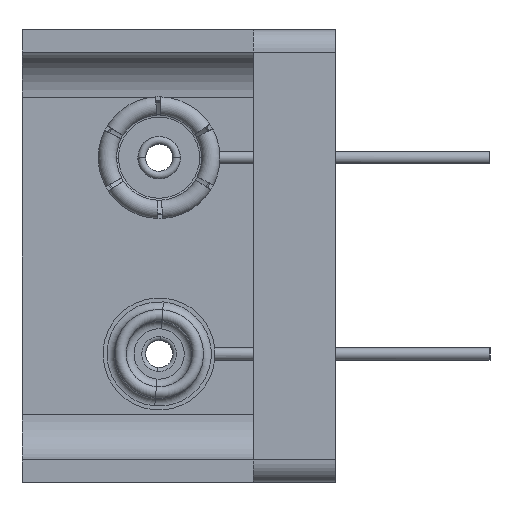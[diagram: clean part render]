
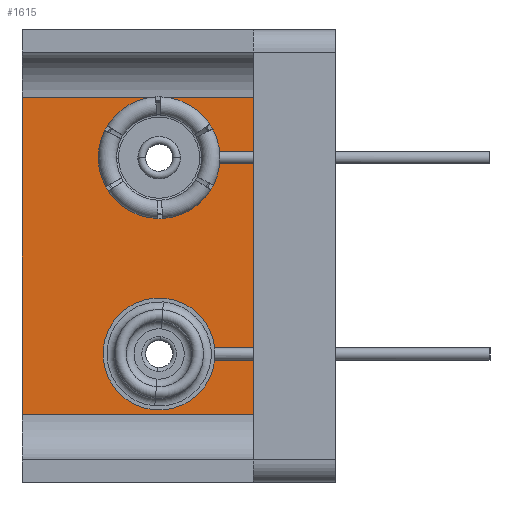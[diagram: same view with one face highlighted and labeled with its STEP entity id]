
A CAD part, left-side view. The second image highlights one B-rep face of the part: STEP entity #1615.
In plain terms, the highlighted planar face has unit normal (-1, 0, 0).
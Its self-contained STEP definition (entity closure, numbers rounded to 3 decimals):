
#19 = EDGE_CURVE ( 'NONE', #3112, #2345, #4467, .T. ) ;
#56 = VECTOR ( 'NONE', #137, 1000. ) ;
#106 = DIRECTION ( 'NONE',  ( 0., -1., 0. ) ) ;
#112 = EDGE_CURVE ( 'NONE', #4098, #3120, #1659, .T. ) ;
#130 = DIRECTION ( 'NONE',  ( 0., 1., 0. ) ) ;
#137 = DIRECTION ( 'NONE',  ( 0., -1., 0. ) ) ;
#190 = ORIENTED_EDGE ( 'NONE', *, *, #19, .F. ) ;
#204 = EDGE_CURVE ( 'NONE', #691, #3317, #602, .T. ) ;
#240 = FACE_BOUND ( 'NONE', #1504, .T. ) ;
#294 = LINE ( 'NONE', #1795, #3390 ) ;
#339 = CARTESIAN_POINT ( 'NONE',  ( 52.78, 2.59, -4.5 ) ) ;
#362 = VECTOR ( 'NONE', #6109, 1000. ) ;
#381 = VERTEX_POINT ( 'NONE', #891 ) ;
#455 = CARTESIAN_POINT ( 'NONE',  ( 52.78, 11.59, -8.445 ) ) ;
#477 = CIRCLE ( 'NONE', #6061, 1.27 ) ;
#493 = EDGE_CURVE ( 'NONE', #3120, #5016, #3389, .T. ) ;
#551 = EDGE_CURVE ( 'NONE', #3517, #937, #933, .T. ) ;
#581 = CARTESIAN_POINT ( 'NONE',  ( 52.78, 5., -5.455 ) ) ;
#602 = LINE ( 'NONE', #4417, #56 ) ;
#646 = EDGE_LOOP ( 'NONE', ( #4526, #4987 ) ) ;
#658 = VECTOR ( 'NONE', #1835, 1000. ) ;
#691 = VERTEX_POINT ( 'NONE', #5927 ) ;
#771 = DIRECTION ( 'NONE',  ( 0., 0., 1. ) ) ;
#849 = LINE ( 'NONE', #3293, #4006 ) ;
#863 = EDGE_CURVE ( 'NONE', #5922, #2429, #849, .T. ) ;
#891 = CARTESIAN_POINT ( 'NONE',  ( 52.78, 2.59, -25.31 ) ) ;
#901 = LINE ( 'NONE', #5232, #3111 ) ;
#933 = CIRCLE ( 'NONE', #1722, 1.27 ) ;
#937 = VERTEX_POINT ( 'NONE', #5158 ) ;
#974 = EDGE_CURVE ( 'NONE', #2429, #3317, #901, .T. ) ;
#1053 = CARTESIAN_POINT ( 'NONE',  ( 52.78, 11.59, -20.075 ) ) ;
#1118 = CARTESIAN_POINT ( 'NONE',  ( 52.78, 20.6, -11.455 ) ) ;
#1181 = ORIENTED_EDGE ( 'NONE', *, *, #2821, .T. ) ;
#1206 = AXIS2_PLACEMENT_3D ( 'NONE', #3586, #3986, #5881 ) ;
#1504 = EDGE_LOOP ( 'NONE', ( #2407, #190 ) ) ;
#1615 = ADVANCED_FACE ( 'NONE', ( #240, #2710, #2585 ), #5046, .F. ) ;
#1659 = LINE ( 'NONE', #5342, #4963 ) ;
#1682 = ORIENTED_EDGE ( 'NONE', *, *, #493, .T. ) ;
#1722 = AXIS2_PLACEMENT_3D ( 'NONE', #4320, #4414, #3475 ) ;
#1795 = CARTESIAN_POINT ( 'NONE',  ( 52.78, 2.59, -4.5 ) ) ;
#1797 = LINE ( 'NONE', #4039, #5937 ) ;
#1835 = DIRECTION ( 'NONE',  ( 0., -1., 0. ) ) ;
#1847 = DIRECTION ( 'NONE',  ( 0., -1., 0. ) ) ;
#1890 = CIRCLE ( 'NONE', #2185, 1.27 ) ;
#1894 = DIRECTION ( 'NONE',  ( 0., 0., 1. ) ) ;
#2185 = AXIS2_PLACEMENT_3D ( 'NONE', #3507, #3938, #5838 ) ;
#2192 = CARTESIAN_POINT ( 'NONE',  ( 52.78, 5., -18.355 ) ) ;
#2206 = DIRECTION ( 'NONE',  ( 0., 0., -1. ) ) ;
#2279 = VECTOR ( 'NONE', #106, 1000. ) ;
#2345 = VERTEX_POINT ( 'NONE', #5983 ) ;
#2407 = ORIENTED_EDGE ( 'NONE', *, *, #2611, .F. ) ;
#2429 = VERTEX_POINT ( 'NONE', #5721 ) ;
#2447 = DIRECTION ( 'NONE',  ( 0., 0., -1. ) ) ;
#2585 = FACE_OUTER_BOUND ( 'NONE', #4960, .T. ) ;
#2611 = EDGE_CURVE ( 'NONE', #2345, #3112, #1890, .T. ) ;
#2701 = CARTESIAN_POINT ( 'NONE',  ( 52.78, 2.59, -11.455 ) ) ;
#2710 = FACE_BOUND ( 'NONE', #646, .T. ) ;
#2731 = VERTEX_POINT ( 'NONE', #2701 ) ;
#2821 = EDGE_CURVE ( 'NONE', #381, #5270, #294, .T. ) ;
#2958 = ORIENTED_EDGE ( 'NONE', *, *, #204, .F. ) ;
#3111 = VECTOR ( 'NONE', #1894, 1000. ) ;
#3112 = VERTEX_POINT ( 'NONE', #3903 ) ;
#3120 = VERTEX_POINT ( 'NONE', #2192 ) ;
#3133 = CARTESIAN_POINT ( 'NONE',  ( 52.78, 20.6, -25.31 ) ) ;
#3157 = VECTOR ( 'NONE', #130, 1000. ) ;
#3293 = CARTESIAN_POINT ( 'NONE',  ( 52.78, 0., -5.455 ) ) ;
#3317 = VERTEX_POINT ( 'NONE', #5216 ) ;
#3389 = LINE ( 'NONE', #4348, #2279 ) ;
#3390 = VECTOR ( 'NONE', #4672, 1000. ) ;
#3415 = DIRECTION ( 'NONE',  ( -1., 0., 0. ) ) ;
#3447 = VECTOR ( 'NONE', #3575, 1000. ) ;
#3475 = DIRECTION ( 'NONE',  ( 0., 0., -1. ) ) ;
#3507 = CARTESIAN_POINT ( 'NONE',  ( 52.78, 11.59, -8.445 ) ) ;
#3517 = VERTEX_POINT ( 'NONE', #1053 ) ;
#3575 = DIRECTION ( 'NONE',  ( 0., 0., 1. ) ) ;
#3586 = CARTESIAN_POINT ( 'NONE',  ( 52.78, 20.6, -4.5 ) ) ;
#3593 = VERTEX_POINT ( 'NONE', #3680 ) ;
#3607 = LINE ( 'NONE', #4539, #3447 ) ;
#3621 = LINE ( 'NONE', #5549, #658 ) ;
#3652 = EDGE_CURVE ( 'NONE', #5016, #2731, #6085, .T. ) ;
#3680 = CARTESIAN_POINT ( 'NONE',  ( 52.78, 5., -11.455 ) ) ;
#3701 = EDGE_CURVE ( 'NONE', #5106, #381, #3621, .T. ) ;
#3703 = DIRECTION ( 'NONE',  ( -1., 0., 0. ) ) ;
#3734 = EDGE_CURVE ( 'NONE', #2731, #3593, #4964, .T. ) ;
#3791 = ORIENTED_EDGE ( 'NONE', *, *, #863, .T. ) ;
#3799 = LINE ( 'NONE', #5694, #362 ) ;
#3823 = CARTESIAN_POINT ( 'NONE',  ( 52.78, 2.59, -24.355 ) ) ;
#3903 = CARTESIAN_POINT ( 'NONE',  ( 52.78, 11.59, -7.175 ) ) ;
#3938 = DIRECTION ( 'NONE',  ( -1., 0., 0. ) ) ;
#3947 = VECTOR ( 'NONE', #771, 1000. ) ;
#3986 = DIRECTION ( 'NONE',  ( 1., 0., 0. ) ) ;
#4006 = VECTOR ( 'NONE', #1847, 1000. ) ;
#4039 = CARTESIAN_POINT ( 'NONE',  ( 52.78, 20.6, -24.355 ) ) ;
#4098 = VERTEX_POINT ( 'NONE', #4199 ) ;
#4172 = AXIS2_PLACEMENT_3D ( 'NONE', #455, #3415, #2447 ) ;
#4199 = CARTESIAN_POINT ( 'NONE',  ( 52.78, 5., -24.355 ) ) ;
#4313 = ORIENTED_EDGE ( 'NONE', *, *, #974, .T. ) ;
#4320 = CARTESIAN_POINT ( 'NONE',  ( 52.78, 11.59, -21.345 ) ) ;
#4348 = CARTESIAN_POINT ( 'NONE',  ( 52.78, 0., -18.355 ) ) ;
#4391 = CARTESIAN_POINT ( 'NONE',  ( 52.78, 2.59, -18.355 ) ) ;
#4414 = DIRECTION ( 'NONE',  ( -1., 0., 0. ) ) ;
#4417 = CARTESIAN_POINT ( 'NONE',  ( 52.78, 20.6, -4.5 ) ) ;
#4431 = ORIENTED_EDGE ( 'NONE', *, *, #5179, .T. ) ;
#4467 = CIRCLE ( 'NONE', #4172, 1.27 ) ;
#4526 = ORIENTED_EDGE ( 'NONE', *, *, #4635, .F. ) ;
#4539 = CARTESIAN_POINT ( 'NONE',  ( 52.78, 20.6, -4.5 ) ) ;
#4635 = EDGE_CURVE ( 'NONE', #937, #3517, #477, .T. ) ;
#4672 = DIRECTION ( 'NONE',  ( 0., 0., 1. ) ) ;
#4768 = EDGE_CURVE ( 'NONE', #3593, #5922, #3799, .T. ) ;
#4960 = EDGE_LOOP ( 'NONE', ( #5519, #3791, #4313, #2958, #5442, #5681, #1181, #4431, #5177, #1682, #5153, #5497 ) ) ;
#4963 = VECTOR ( 'NONE', #5808, 1000. ) ;
#4964 = LINE ( 'NONE', #1118, #3157 ) ;
#4987 = ORIENTED_EDGE ( 'NONE', *, *, #551, .F. ) ;
#5016 = VERTEX_POINT ( 'NONE', #4391 ) ;
#5046 = PLANE ( 'NONE',  #1206 ) ;
#5106 = VERTEX_POINT ( 'NONE', #3133 ) ;
#5153 = ORIENTED_EDGE ( 'NONE', *, *, #3652, .T. ) ;
#5158 = CARTESIAN_POINT ( 'NONE',  ( 52.78, 11.59, -22.615 ) ) ;
#5177 = ORIENTED_EDGE ( 'NONE', *, *, #112, .T. ) ;
#5179 = EDGE_CURVE ( 'NONE', #5270, #4098, #1797, .T. ) ;
#5191 = EDGE_CURVE ( 'NONE', #5106, #691, #3607, .T. ) ;
#5216 = CARTESIAN_POINT ( 'NONE',  ( 52.78, 2.59, -4.5 ) ) ;
#5232 = CARTESIAN_POINT ( 'NONE',  ( 52.78, 2.59, -4.5 ) ) ;
#5270 = VERTEX_POINT ( 'NONE', #3823 ) ;
#5342 = CARTESIAN_POINT ( 'NONE',  ( 52.78, 5., -18.355 ) ) ;
#5442 = ORIENTED_EDGE ( 'NONE', *, *, #5191, .F. ) ;
#5497 = ORIENTED_EDGE ( 'NONE', *, *, #3734, .T. ) ;
#5519 = ORIENTED_EDGE ( 'NONE', *, *, #4768, .T. ) ;
#5549 = CARTESIAN_POINT ( 'NONE',  ( 52.78, 20.6, -25.31 ) ) ;
#5681 = ORIENTED_EDGE ( 'NONE', *, *, #3701, .T. ) ;
#5694 = CARTESIAN_POINT ( 'NONE',  ( 52.78, 5., -5.455 ) ) ;
#5721 = CARTESIAN_POINT ( 'NONE',  ( 52.78, 2.59, -5.455 ) ) ;
#5808 = DIRECTION ( 'NONE',  ( 0., 0., 1. ) ) ;
#5838 = DIRECTION ( 'NONE',  ( 0., 0., -1. ) ) ;
#5881 = DIRECTION ( 'NONE',  ( 0., 0., -1. ) ) ;
#5922 = VERTEX_POINT ( 'NONE', #581 ) ;
#5927 = CARTESIAN_POINT ( 'NONE',  ( 52.78, 20.6, -4.5 ) ) ;
#5937 = VECTOR ( 'NONE', #6075, 1000. ) ;
#5945 = CARTESIAN_POINT ( 'NONE',  ( 52.78, 11.59, -21.345 ) ) ;
#5983 = CARTESIAN_POINT ( 'NONE',  ( 52.78, 11.59, -9.715 ) ) ;
#6061 = AXIS2_PLACEMENT_3D ( 'NONE', #5945, #3703, #2206 ) ;
#6075 = DIRECTION ( 'NONE',  ( 0., 1., 0. ) ) ;
#6085 = LINE ( 'NONE', #339, #3947 ) ;
#6109 = DIRECTION ( 'NONE',  ( 0., 0., 1. ) ) ;
